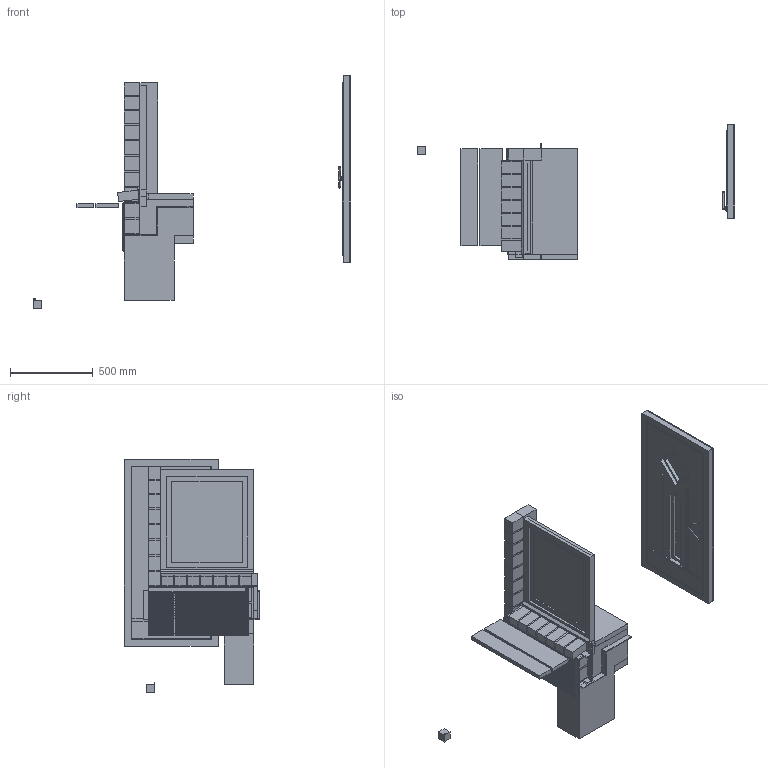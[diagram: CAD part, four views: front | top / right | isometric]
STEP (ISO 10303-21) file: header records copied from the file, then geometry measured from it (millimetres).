
FILE_DESCRIPTION(('STEP AP214'),'1');
FILE_NAME('20.03.15 CAD 2020-Sockel- Anschluss bodentiefe Fenster und Türen mit FLK- Verblendmauerwerk-001 A3 Vorlage.STP','2020-03-16T07:22:12',(' '),(' '),'Spatial InterOp 3D',' ',' ');
FILE_SCHEMA(('automotive_design'));
Length unit declared in the file: millimetre
Products named in the file (149): 3D WÜRFEL; Quader; gerades Prisma; 1; 2;  Lokale Op.             Fensterrahmen;  Lokale Op.               Fensterscheibe
Bounding box: 1917.24 x 817.5 x 1410 mm (x, y, z)
Volume: 138269446.1 mm3; surface area: 11550907.3 mm2
Topology: 149 solids, 149 shells, 999 faces, 2088 edges, 1389 vertices
Faces by surface type: plane 988, cylinder 10, torus 1
Entity records: 37457 total; most frequent: CARTESIAN_POINT 4625, DIRECTION 4403, ORIENTED_EDGE 4172, EDGE_CURVE 2086, LINE 2065, VECTOR 2065, VERTEX_POINT 1391, AXIS2_PLACEMENT_3D 1169
